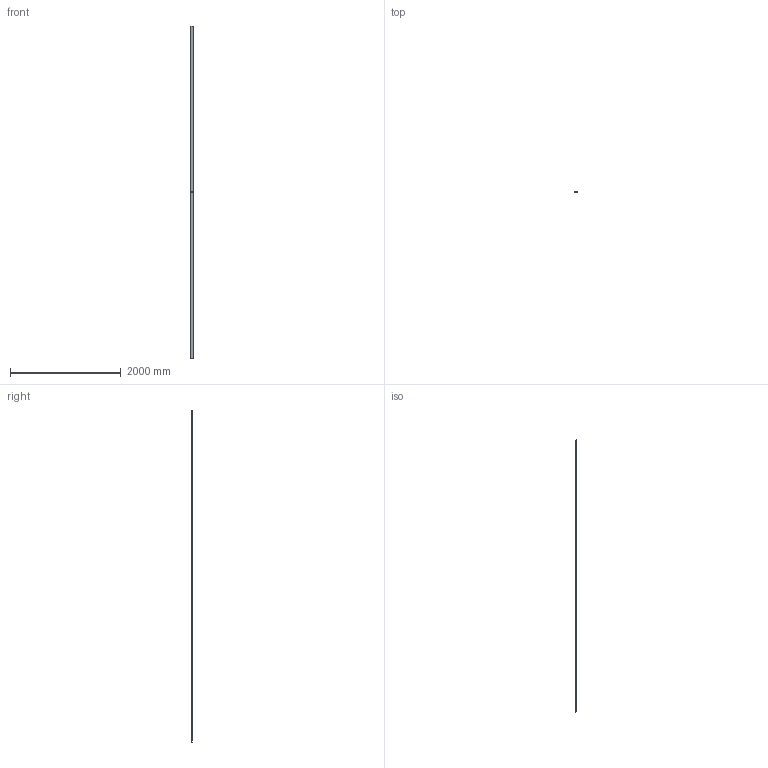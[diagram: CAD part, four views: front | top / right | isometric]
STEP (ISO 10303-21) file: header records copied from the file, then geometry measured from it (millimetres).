
FILE_DESCRIPTION (( 'STEP AP203' ), '1' );
FILE_NAME ('2001-6.step', '2022-04-27T08:06:04', ( '' ), ( '' ), 'SwSTEP 2.0', 'SolidWorks 2018', '' );
FILE_SCHEMA (( 'CONFIG_CONTROL_DESIGN' ));
Length unit declared in the file: millimetre
Products named in the file (1): 2001-6
Bounding box: 40 x 8 x 6000 mm (x, y, z)
Volume: 1877075.9 mm3; surface area: 580472.5 mm2
Topology: 1 solids, 1 shells, 630 faces, 2620 edges, 1213 vertices
Faces by surface type: torus 401, plane 128, bspline 101
Entity records: 26179 total; most frequent: CARTESIAN_POINT 9413, ORIENTED_EDGE 3640, DIRECTION 3482, EDGE_CURVE 1820, AXIS2_PLACEMENT_3D 1334, VERTEX_POINT 1213, LINE 814, VECTOR 814
